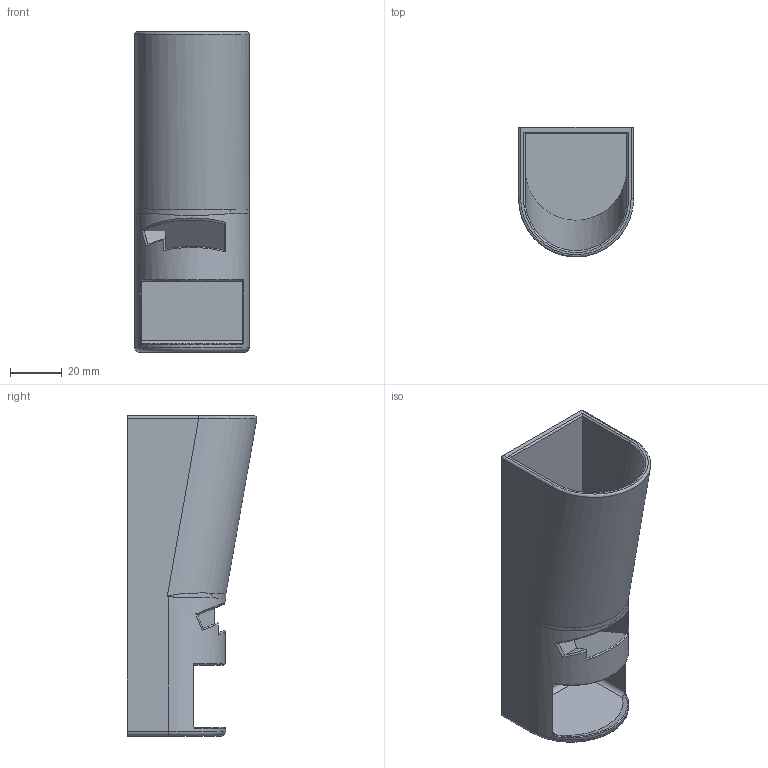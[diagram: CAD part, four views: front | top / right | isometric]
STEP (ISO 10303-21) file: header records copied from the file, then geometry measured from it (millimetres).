
FILE_DESCRIPTION(/* description */ (''),/* implementation_level */ '2;1');
FILE_NAME(/* name */ 'Wrirting + USBs v6.step',/* time_stamp */ '2024-09-16T12:16:29-04:00',/* author */ (''),/* organization */ (''),/* preprocessor_version */ 'ST-DEVELOPER v20',/* originating_system */ 'Autodesk Translation Framework v13.14.0.145',/* authorisation */ '');
FILE_SCHEMA (('AUTOMOTIVE_DESIGN { 1 0 10303 214 3 1 1 }'));
Length unit declared in the file: inch
Products named in the file (1): Wrirting + USBs
Bounding box: 44.45 x 50.21 x 123.83 mm (x, y, z)
Volume: 72262.8 mm3; surface area: 36452.9 mm2
Topology: 1 solids, 1 shells, 62 faces, 159 edges, 99 vertices
Faces by surface type: plane 28, bspline 22, cylinder 10, cone 1, torus 1
Entity records: 2586 total; most frequent: CARTESIAN_POINT 1242, ORIENTED_EDGE 308, DIRECTION 202, EDGE_CURVE 154, VERTEX_POINT 98, LINE 68, VECTOR 68, AXIS2_PLACEMENT_3D 67
